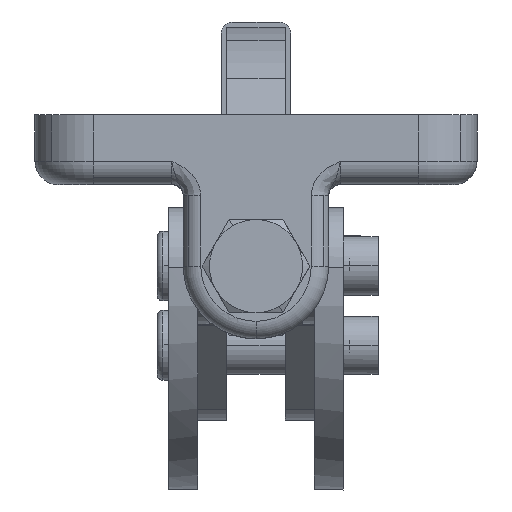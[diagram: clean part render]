
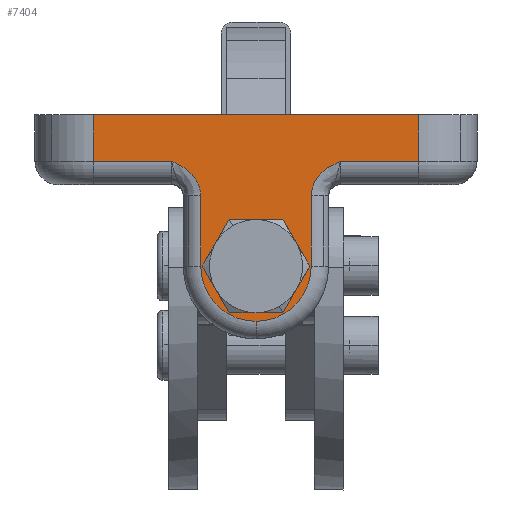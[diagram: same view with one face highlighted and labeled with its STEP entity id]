
A CAD part, left-side view. The second image highlights one B-rep face of the part: STEP entity #7404.
In plain terms, the highlighted planar face has unit normal (-1, 0, 0).
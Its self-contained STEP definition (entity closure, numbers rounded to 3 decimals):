
#775=CARTESIAN_POINT('',(1.611,12.343,-7.));
#776=VERTEX_POINT('',#775);
#785=CARTESIAN_POINT('',(1.611,4.343,-7.));
#786=VERTEX_POINT('',#785);
#787=CARTESIAN_POINT('',(1.611,8.343,-7.0));
#788=DIRECTION('',(1.0,0.0,0.0));
#789=DIRECTION('',(0.0,0.0,-1.0));
#790=AXIS2_PLACEMENT_3D('',#787,#788,#789);
#791=CIRCLE('',#790,4.0);
#792=EDGE_CURVE('',#786,#776,#791,.T.);
#3252=CARTESIAN_POINT('',(1.611,13.093,-7.0));
#3253=VERTEX_POINT('',#3252);
#3261=CARTESIAN_POINT('',(1.611,13.093,-0.958));
#3262=VERTEX_POINT('',#3261);
#3263=CARTESIAN_POINT('',(1.611,13.093,-7.0));
#3264=DIRECTION('',(0.0,0.0,1.0));
#3265=VECTOR('',#3264,6.042);
#3266=LINE('',#3263,#3265);
#3267=EDGE_CURVE('',#3253,#3262,#3266,.T.);
#3284=CARTESIAN_POINT('',(1.611,8.343,-11.75));
#3285=VERTEX_POINT('',#3284);
#3293=CARTESIAN_POINT('',(1.611,8.343,-7.0));
#3294=DIRECTION('',(1.0,0.0,0.0));
#3295=DIRECTION('',(0.0,0.0,-1.0));
#3296=AXIS2_PLACEMENT_3D('',#3293,#3294,#3295);
#3297=CIRCLE('',#3296,4.75);
#3298=EDGE_CURVE('',#3285,#3253,#3297,.T.);
#3336=CARTESIAN_POINT('',(1.611,3.593,-0.958));
#3337=VERTEX_POINT('',#3336);
#3345=CARTESIAN_POINT('',(1.611,3.593,-7.0));
#3346=VERTEX_POINT('',#3345);
#3347=CARTESIAN_POINT('',(1.611,3.593,-0.958));
#3348=DIRECTION('',(0.0,0.0,-1.0));
#3349=VECTOR('',#3348,6.042);
#3350=LINE('',#3347,#3349);
#3351=EDGE_CURVE('',#3337,#3346,#3350,.T.);
#4296=CARTESIAN_POINT('',(1.611,22.343,2.0));
#4297=VERTEX_POINT('',#4296);
#4305=CARTESIAN_POINT('',(1.611,22.343,6.));
#4306=VERTEX_POINT('',#4305);
#4307=CARTESIAN_POINT('',(1.611,22.343,2.0));
#4308=DIRECTION('',(0.0,0.0,1.0));
#4309=VECTOR('',#4308,4.);
#4310=LINE('',#4307,#4309);
#4311=EDGE_CURVE('',#4297,#4306,#4310,.T.);
#7291=CARTESIAN_POINT('',(1.611,-5.657,6.));
#7292=VERTEX_POINT('',#7291);
#7300=CARTESIAN_POINT('',(1.611,-5.657,2.0));
#7301=VERTEX_POINT('',#7300);
#7302=CARTESIAN_POINT('',(1.611,-5.657,6.));
#7303=DIRECTION('',(0.0,0.0,-1.0));
#7304=VECTOR('',#7303,4.);
#7305=LINE('',#7302,#7304);
#7306=EDGE_CURVE('',#7292,#7301,#7305,.T.);
#7318=CARTESIAN_POINT('',(1.611,-10.657,0.0));
#7319=DIRECTION('',(-1.0,0.0,0.0));
#7320=DIRECTION('',(0.0,0.0,1.0));
#7321=AXIS2_PLACEMENT_3D('',#7318,#7319,#7320);
#7322=PLANE('',#7321);
#7323=CARTESIAN_POINT('',(1.611,1.093,2.0));
#7324=VERTEX_POINT('',#7323);
#7325=CARTESIAN_POINT('',(1.611,1.093,2.0));
#7326=CARTESIAN_POINT('',(1.611,1.538,1.801));
#7327=CARTESIAN_POINT('',(1.611,1.984,1.597));
#7328=CARTESIAN_POINT('',(1.611,2.733,1.044));
#7329=CARTESIAN_POINT('',(1.611,3.04,0.715));
#7330=CARTESIAN_POINT('',(1.611,3.389,0.087));
#7331=CARTESIAN_POINT('',(1.611,3.487,-0.172));
#7332=CARTESIAN_POINT('',(1.611,3.576,-0.614));
#7333=CARTESIAN_POINT('',(1.611,3.593,-0.787));
#7334=CARTESIAN_POINT('',(1.611,3.593,-0.958));
#7335=B_SPLINE_CURVE_WITH_KNOTS('',3,(#7325,#7326,#7327,#7328,#7329,#7330,#7331,#7332,#7333,#7334),.UNSPECIFIED.,.F.,.U.,(4,2,2,2,4),(-0.001,0.145,0.277,0.359,0.411),.UNSPECIFIED.);
#7336=EDGE_CURVE('',#7324,#3337,#7335,.T.);
#7337=ORIENTED_EDGE('',*,*,#7336,.F.);
#7338=CARTESIAN_POINT('',(1.611,-5.657,2.0));
#7339=DIRECTION('',(0.0,1.0,0.0));
#7340=VECTOR('',#7339,6.75);
#7341=LINE('',#7338,#7340);
#7342=EDGE_CURVE('',#7301,#7324,#7341,.T.);
#7343=ORIENTED_EDGE('',*,*,#7342,.F.);
#7344=ORIENTED_EDGE('',*,*,#7306,.F.);
#7345=CARTESIAN_POINT('',(1.611,-5.657,6.));
#7346=DIRECTION('',(0.0,1.0,0.0));
#7347=VECTOR('',#7346,28.0);
#7348=LINE('',#7345,#7347);
#7349=EDGE_CURVE('',#7292,#4306,#7348,.T.);
#7350=ORIENTED_EDGE('',*,*,#7349,.T.);
#7351=ORIENTED_EDGE('',*,*,#4311,.F.);
#7352=CARTESIAN_POINT('',(1.611,15.593,2.0));
#7353=VERTEX_POINT('',#7352);
#7354=CARTESIAN_POINT('',(1.611,15.593,2.0));
#7355=DIRECTION('',(0.0,1.0,0.0));
#7356=VECTOR('',#7355,6.75);
#7357=LINE('',#7354,#7356);
#7358=EDGE_CURVE('',#7353,#4297,#7357,.T.);
#7359=ORIENTED_EDGE('',*,*,#7358,.F.);
#7360=CARTESIAN_POINT('',(1.611,13.093,-0.958));
#7361=CARTESIAN_POINT('',(1.611,13.093,-0.787));
#7362=CARTESIAN_POINT('',(1.611,13.111,-0.614));
#7363=CARTESIAN_POINT('',(1.611,13.2,-0.172));
#7364=CARTESIAN_POINT('',(1.611,13.297,0.087));
#7365=CARTESIAN_POINT('',(1.611,13.646,0.715));
#7366=CARTESIAN_POINT('',(1.611,13.954,1.044));
#7367=CARTESIAN_POINT('',(1.611,14.703,1.597));
#7368=CARTESIAN_POINT('',(1.611,15.149,1.801));
#7369=CARTESIAN_POINT('',(1.611,15.593,2.0));
#7370=B_SPLINE_CURVE_WITH_KNOTS('',3,(#7360,#7361,#7362,#7363,#7364,#7365,#7366,#7367,#7368,#7369),.UNSPECIFIED.,.F.,.U.,(4,2,2,2,4),(0.0,0.051,0.134,0.265,0.412),.UNSPECIFIED.);
#7371=EDGE_CURVE('',#3262,#7353,#7370,.T.);
#7372=ORIENTED_EDGE('',*,*,#7371,.F.);
#7373=ORIENTED_EDGE('',*,*,#3267,.F.);
#7374=ORIENTED_EDGE('',*,*,#3298,.F.);
#7375=CARTESIAN_POINT('',(1.611,8.343,-7.0));
#7376=DIRECTION('',(1.0,0.0,0.0));
#7377=DIRECTION('',(0.0,0.0,-1.0));
#7378=AXIS2_PLACEMENT_3D('',#7375,#7376,#7377);
#7379=CIRCLE('',#7378,4.75);
#7380=EDGE_CURVE('',#3346,#3285,#7379,.T.);
#7381=ORIENTED_EDGE('',*,*,#7380,.F.);
#7382=ORIENTED_EDGE('',*,*,#3351,.F.);
#7383=EDGE_LOOP('',(#7337,#7343,#7344,#7350,#7351,#7359,#7372,#7373,#7374,#7381,#7382));
#7384=FACE_OUTER_BOUND('',#7383,.T.);
#7385=CARTESIAN_POINT('',(1.611,8.343,-3.));
#7386=VERTEX_POINT('',#7385);
#7387=CARTESIAN_POINT('',(1.611,8.343,-7.0));
#7388=DIRECTION('',(1.0,0.0,0.0));
#7389=DIRECTION('',(0.0,0.0,-1.0));
#7390=AXIS2_PLACEMENT_3D('',#7387,#7388,#7389);
#7391=CIRCLE('',#7390,4.0);
#7392=EDGE_CURVE('',#7386,#786,#7391,.T.);
#7393=ORIENTED_EDGE('',*,*,#7392,.T.);
#7394=ORIENTED_EDGE('',*,*,#792,.T.);
#7395=CARTESIAN_POINT('',(1.611,8.343,-7.0));
#7396=DIRECTION('',(1.0,0.0,0.0));
#7397=DIRECTION('',(0.0,0.0,-1.0));
#7398=AXIS2_PLACEMENT_3D('',#7395,#7396,#7397);
#7399=CIRCLE('',#7398,4.0);
#7400=EDGE_CURVE('',#776,#7386,#7399,.T.);
#7401=ORIENTED_EDGE('',*,*,#7400,.T.);
#7402=EDGE_LOOP('',(#7393,#7394,#7401));
#7403=FACE_BOUND('',#7402,.T.);
#7404=ADVANCED_FACE('',(#7384,#7403),#7322,.T.);
